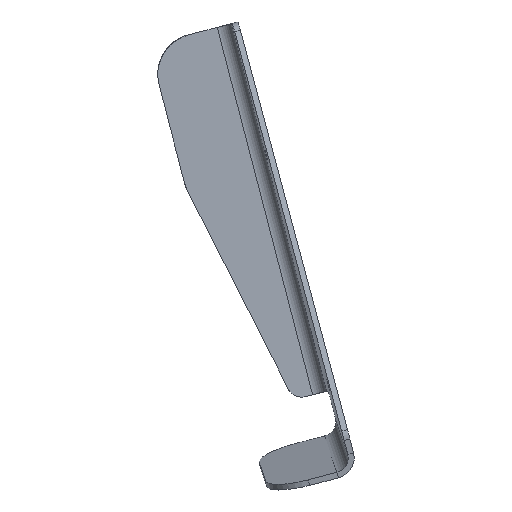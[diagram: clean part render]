
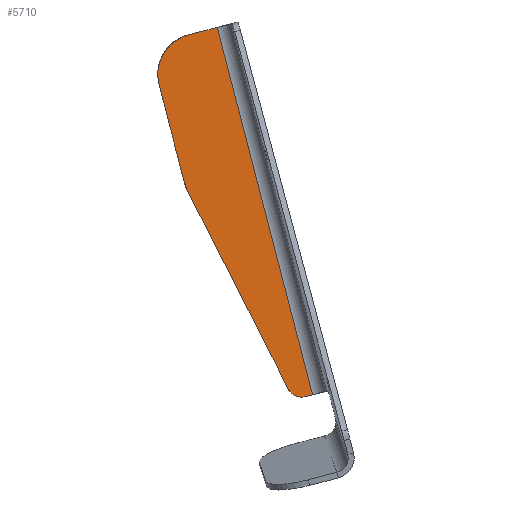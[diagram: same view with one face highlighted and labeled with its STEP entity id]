
A CAD part, left-side view. The second image highlights one B-rep face of the part: STEP entity #5710.
In plain terms, the highlighted planar face has unit normal (1, 0, 0).
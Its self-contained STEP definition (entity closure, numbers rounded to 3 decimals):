
#5710 = ADVANCED_FACE('',(#5711),#5725,.T.);
#5711 = FACE_BOUND('',#5712,.T.);
#5712 = EDGE_LOOP('',(#5713,#5736,#5750,#5772,#5786,#5804,#5820,#5842));
#5713 = ORIENTED_EDGE('',*,*,#5714,.T.);
#5714 = EDGE_CURVE('',#5715,#5717,#5719,.T.);
#5715 = VERTEX_POINT('',#5716);
#5716 = CARTESIAN_POINT('',(2428.472,-738.715,-325.026));
#5717 = VERTEX_POINT('',#5718);
#5718 = CARTESIAN_POINT('',(2428.472,-764.321,-423.761));
#5719 = SURFACE_CURVE('',#5720,(#5724),.PCURVE_S1.);
#5720 = LINE('',#5721,#5722);
#5721 = CARTESIAN_POINT('',(2428.472,-738.715,-325.026));
#5722 = VECTOR('',#5723,1.);
#5723 = DIRECTION('',(0.,-0.251,-0.968));
#5724 = PCURVE('',#5725,#5730);
#5725 = PLANE('',#5726);
#5726 = AXIS2_PLACEMENT_3D('',#5727,#5728,#5729);
#5727 = CARTESIAN_POINT('',(2428.472,0.,0.));
#5728 = DIRECTION('',(1.,0.,0.));
#5729 = DIRECTION('',(-0.,0.,1.));
#5730 = DEFINITIONAL_REPRESENTATION('',(#5731),#5735);
#5731 = LINE('',#5732,#5733);
#5732 = CARTESIAN_POINT('',(-325.026,738.715));
#5733 = VECTOR('',#5734,1.);
#5734 = DIRECTION('',(-0.968,0.251));
#5735 = ( GEOMETRIC_REPRESENTATION_CONTEXT(2) 
PARAMETRIC_REPRESENTATION_CONTEXT() REPRESENTATION_CONTEXT('2D SPACE',''
  ) );
#5736 = ORIENTED_EDGE('',*,*,#5737,.T.);
#5737 = EDGE_CURVE('',#5717,#5738,#5740,.T.);
#5738 = VERTEX_POINT('',#5739);
#5739 = CARTESIAN_POINT('',(2428.472,-762.384,-424.263));
#5740 = SURFACE_CURVE('',#5741,(#5744),.PCURVE_S1.);
#5741 = B_SPLINE_CURVE_WITH_KNOTS('',1,(#5742,#5743),.UNSPECIFIED.,.F.,
  .F.,(2,2),(0.,2.),.PIECEWISE_BEZIER_KNOTS.);
#5742 = CARTESIAN_POINT('',(2428.472,-764.321,-423.761));
#5743 = CARTESIAN_POINT('',(2428.472,-762.384,-424.263));
#5744 = PCURVE('',#5725,#5745);
#5745 = DEFINITIONAL_REPRESENTATION('',(#5746),#5749);
#5746 = B_SPLINE_CURVE_WITH_KNOTS('',1,(#5747,#5748),.UNSPECIFIED.,.F.,
  .F.,(2,2),(0.,2.),.PIECEWISE_BEZIER_KNOTS.);
#5747 = CARTESIAN_POINT('',(-423.761,764.321));
#5748 = CARTESIAN_POINT('',(-424.263,762.384));
#5749 = ( GEOMETRIC_REPRESENTATION_CONTEXT(2) 
PARAMETRIC_REPRESENTATION_CONTEXT() REPRESENTATION_CONTEXT('2D SPACE',''
  ) );
#5750 = ORIENTED_EDGE('',*,*,#5751,.T.);
#5751 = EDGE_CURVE('',#5738,#5752,#5754,.T.);
#5752 = VERTEX_POINT('',#5753);
#5753 = CARTESIAN_POINT('',(2428.472,-757.816,-422.206));
#5754 = SURFACE_CURVE('',#5755,(#5762),.PCURVE_S1.);
#5755 = B_SPLINE_CURVE_WITH_KNOTS('',5,(#5756,#5757,#5758,#5759,#5760,
    #5761),.UNSPECIFIED.,.F.,.F.,(6,6),(18.85,24.264),
  .PIECEWISE_BEZIER_KNOTS.);
#5756 = CARTESIAN_POINT('',(2428.472,-762.384,-424.263));
#5757 = CARTESIAN_POINT('',(2428.472,-761.336,-424.535));
#5758 = CARTESIAN_POINT('',(2428.472,-760.196,-424.453));
#5759 = CARTESIAN_POINT('',(2428.472,-759.124,-423.971));
#5760 = CARTESIAN_POINT('',(2428.472,-758.307,-423.171));
#5761 = CARTESIAN_POINT('',(2428.472,-757.816,-422.206));
#5762 = PCURVE('',#5725,#5763);
#5763 = DEFINITIONAL_REPRESENTATION('',(#5764),#5771);
#5764 = B_SPLINE_CURVE_WITH_KNOTS('',5,(#5765,#5766,#5767,#5768,#5769,
    #5770),.UNSPECIFIED.,.F.,.F.,(6,6),(18.85,24.264),
  .PIECEWISE_BEZIER_KNOTS.);
#5765 = CARTESIAN_POINT('',(-424.263,762.384));
#5766 = CARTESIAN_POINT('',(-424.535,761.336));
#5767 = CARTESIAN_POINT('',(-424.453,760.196));
#5768 = CARTESIAN_POINT('',(-423.971,759.124));
#5769 = CARTESIAN_POINT('',(-423.171,758.307));
#5770 = CARTESIAN_POINT('',(-422.206,757.816));
#5771 = ( GEOMETRIC_REPRESENTATION_CONTEXT(2) 
PARAMETRIC_REPRESENTATION_CONTEXT() REPRESENTATION_CONTEXT('2D SPACE',''
  ) );
#5772 = ORIENTED_EDGE('',*,*,#5773,.T.);
#5773 = EDGE_CURVE('',#5752,#5774,#5776,.T.);
#5774 = VERTEX_POINT('',#5775);
#5775 = CARTESIAN_POINT('',(2428.472,-730.787,-369.117));
#5776 = SURFACE_CURVE('',#5777,(#5780),.PCURVE_S1.);
#5777 = B_SPLINE_CURVE_WITH_KNOTS('',1,(#5778,#5779),.UNSPECIFIED.,.F.,
  .F.,(2,2),(0.,59.574),.PIECEWISE_BEZIER_KNOTS.);
#5778 = CARTESIAN_POINT('',(2428.472,-757.816,-422.206));
#5779 = CARTESIAN_POINT('',(2428.472,-730.787,-369.117));
#5780 = PCURVE('',#5725,#5781);
#5781 = DEFINITIONAL_REPRESENTATION('',(#5782),#5785);
#5782 = B_SPLINE_CURVE_WITH_KNOTS('',1,(#5783,#5784),.UNSPECIFIED.,.F.,
  .F.,(2,2),(0.,59.574),.PIECEWISE_BEZIER_KNOTS.);
#5783 = CARTESIAN_POINT('',(-422.206,757.816));
#5784 = CARTESIAN_POINT('',(-369.117,730.787));
#5785 = ( GEOMETRIC_REPRESENTATION_CONTEXT(2) 
PARAMETRIC_REPRESENTATION_CONTEXT() REPRESENTATION_CONTEXT('2D SPACE',''
  ) );
#5786 = ORIENTED_EDGE('',*,*,#5787,.T.);
#5787 = EDGE_CURVE('',#5774,#5788,#5790,.T.);
#5788 = VERTEX_POINT('',#5789);
#5789 = CARTESIAN_POINT('',(2428.472,-729.942,-366.888));
#5790 = SURFACE_CURVE('',#5791,(#5796),.PCURVE_S1.);
#5791 = B_SPLINE_CURVE_WITH_KNOTS('',3,(#5792,#5793,#5794,#5795),
  .UNSPECIFIED.,.F.,.F.,(4,4),(66.726,69.115),
  .PIECEWISE_BEZIER_KNOTS.);
#5792 = CARTESIAN_POINT('',(2428.472,-730.787,-369.117));
#5793 = CARTESIAN_POINT('',(2428.472,-730.426,-368.408));
#5794 = CARTESIAN_POINT('',(2428.472,-730.142,-367.659));
#5795 = CARTESIAN_POINT('',(2428.472,-729.942,-366.888));
#5796 = PCURVE('',#5725,#5797);
#5797 = DEFINITIONAL_REPRESENTATION('',(#5798),#5803);
#5798 = B_SPLINE_CURVE_WITH_KNOTS('',3,(#5799,#5800,#5801,#5802),
  .UNSPECIFIED.,.F.,.F.,(4,4),(66.726,69.115),
  .PIECEWISE_BEZIER_KNOTS.);
#5799 = CARTESIAN_POINT('',(-369.117,730.787));
#5800 = CARTESIAN_POINT('',(-368.408,730.426));
#5801 = CARTESIAN_POINT('',(-367.659,730.142));
#5802 = CARTESIAN_POINT('',(-366.888,729.942));
#5803 = ( GEOMETRIC_REPRESENTATION_CONTEXT(2) 
PARAMETRIC_REPRESENTATION_CONTEXT() REPRESENTATION_CONTEXT('2D SPACE',''
  ) );
#5804 = ORIENTED_EDGE('',*,*,#5805,.T.);
#5805 = EDGE_CURVE('',#5788,#5806,#5808,.T.);
#5806 = VERTEX_POINT('',#5807);
#5807 = CARTESIAN_POINT('',(2428.472,-723.083,-340.439));
#5808 = SURFACE_CURVE('',#5809,(#5813),.PCURVE_S1.);
#5809 = LINE('',#5810,#5811);
#5810 = CARTESIAN_POINT('',(2428.472,-729.942,-366.888));
#5811 = VECTOR('',#5812,1.);
#5812 = DIRECTION('',(0.,0.251,0.968));
#5813 = PCURVE('',#5725,#5814);
#5814 = DEFINITIONAL_REPRESENTATION('',(#5815),#5819);
#5815 = LINE('',#5816,#5817);
#5816 = CARTESIAN_POINT('',(-366.888,729.942));
#5817 = VECTOR('',#5818,1.);
#5818 = DIRECTION('',(0.968,-0.251));
#5819 = ( GEOMETRIC_REPRESENTATION_CONTEXT(2) 
PARAMETRIC_REPRESENTATION_CONTEXT() REPRESENTATION_CONTEXT('2D SPACE',''
  ) );
#5820 = ORIENTED_EDGE('',*,*,#5821,.T.);
#5821 = EDGE_CURVE('',#5806,#5822,#5824,.T.);
#5822 = VERTEX_POINT('',#5823);
#5823 = CARTESIAN_POINT('',(2428.472,-730.976,-327.028));
#5824 = SURFACE_CURVE('',#5825,(#5832),.PCURVE_S1.);
#5825 = B_SPLINE_CURVE_WITH_KNOTS('',5,(#5826,#5827,#5828,#5829,#5830,
    #5831),.UNSPECIFIED.,.F.,.F.,(6,6),(69.115,86.401),
  .PIECEWISE_BEZIER_KNOTS.);
#5826 = CARTESIAN_POINT('',(2428.472,-723.083,-340.439));
#5827 = CARTESIAN_POINT('',(2428.472,-722.215,-337.093));
#5828 = CARTESIAN_POINT('',(2428.472,-722.657,-333.403));
#5829 = CARTESIAN_POINT('',(2428.472,-724.618,-330.072));
#5830 = CARTESIAN_POINT('',(2428.472,-727.629,-327.894));
#5831 = CARTESIAN_POINT('',(2428.472,-730.976,-327.028));
#5832 = PCURVE('',#5725,#5833);
#5833 = DEFINITIONAL_REPRESENTATION('',(#5834),#5841);
#5834 = B_SPLINE_CURVE_WITH_KNOTS('',5,(#5835,#5836,#5837,#5838,#5839,
    #5840),.UNSPECIFIED.,.F.,.F.,(6,6),(69.115,86.401),
  .PIECEWISE_BEZIER_KNOTS.);
#5835 = CARTESIAN_POINT('',(-340.439,723.083));
#5836 = CARTESIAN_POINT('',(-337.093,722.215));
#5837 = CARTESIAN_POINT('',(-333.403,722.657));
#5838 = CARTESIAN_POINT('',(-330.072,724.618));
#5839 = CARTESIAN_POINT('',(-327.894,727.629));
#5840 = CARTESIAN_POINT('',(-327.028,730.976));
#5841 = ( GEOMETRIC_REPRESENTATION_CONTEXT(2) 
PARAMETRIC_REPRESENTATION_CONTEXT() REPRESENTATION_CONTEXT('2D SPACE',''
  ) );
#5842 = ORIENTED_EDGE('',*,*,#5843,.T.);
#5843 = EDGE_CURVE('',#5822,#5715,#5844,.T.);
#5844 = SURFACE_CURVE('',#5845,(#5848),.PCURVE_S1.);
#5845 = B_SPLINE_CURVE_WITH_KNOTS('',1,(#5846,#5847),.UNSPECIFIED.,.F.,
  .F.,(2,2),(0.,7.994),.PIECEWISE_BEZIER_KNOTS.);
#5846 = CARTESIAN_POINT('',(2428.472,-730.976,-327.028));
#5847 = CARTESIAN_POINT('',(2428.472,-738.715,-325.026));
#5848 = PCURVE('',#5725,#5849);
#5849 = DEFINITIONAL_REPRESENTATION('',(#5850),#5853);
#5850 = B_SPLINE_CURVE_WITH_KNOTS('',1,(#5851,#5852),.UNSPECIFIED.,.F.,
  .F.,(2,2),(0.,7.994),.PIECEWISE_BEZIER_KNOTS.);
#5851 = CARTESIAN_POINT('',(-327.028,730.976));
#5852 = CARTESIAN_POINT('',(-325.026,738.715));
#5853 = ( GEOMETRIC_REPRESENTATION_CONTEXT(2) 
PARAMETRIC_REPRESENTATION_CONTEXT() REPRESENTATION_CONTEXT('2D SPACE',''
  ) );
